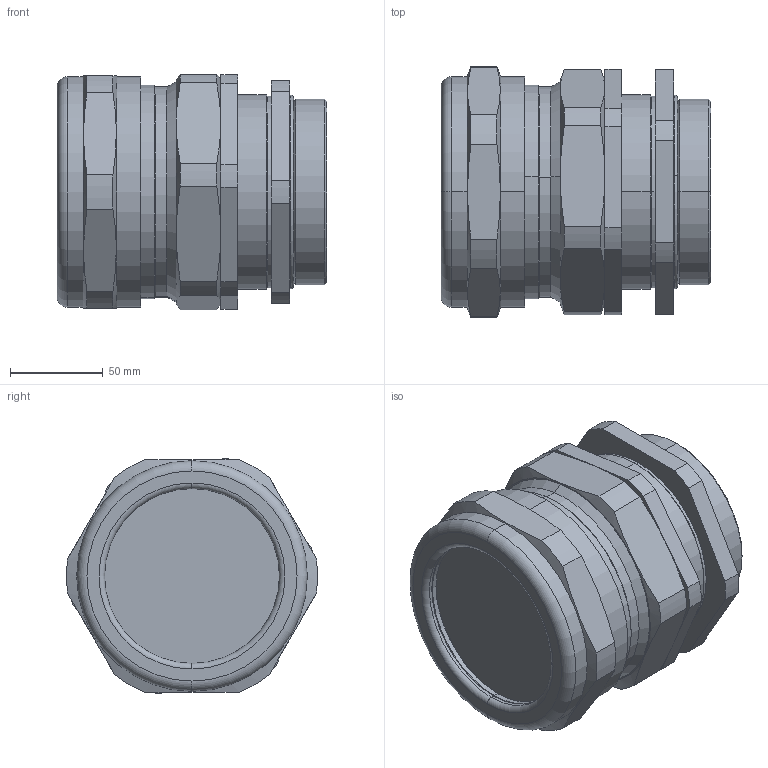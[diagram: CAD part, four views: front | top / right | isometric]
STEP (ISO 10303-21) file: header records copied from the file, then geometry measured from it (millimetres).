
FILE_DESCRIPTION (( 'STEP AP203' ), '1' );
FILE_NAME ('4114999.STEP', '2024-07-19T07:44:32', ( '' ), ( '' ), 'SwSTEP 2.0', 'SolidWorks 2023', '' );
FILE_SCHEMA (( 'CONFIG_CONTROL_DESIGN' ));
Length unit declared in the file: millimetre
Products named in the file (11): D9016500; D9015500; D9916399; D9286300-M100; D9916000; D1315500; D9299300-112; D1316500; 4114999; D9916200; D9916100
Assembly tree (10 placements, depth 2):
  4114999
    D1315500
    D1316500
    D9015500
    D9016500
    D9286300-M100
    D9916000
    D9916100
    D9916200
    D9916399
    D9299300-112
Bounding box: 145 x 134.86 x 126.55 mm (x, y, z)
Volume: 727631.7 mm3; surface area: 267139.2 mm2
Topology: 10 solids, 10 shells, 259 faces, 558 edges, 336 vertices
Faces by surface type: cylinder 92, cone 80, plane 61, torus 26
Entity records: 8399 total; most frequent: CARTESIAN_POINT 1398, DIRECTION 1372, ORIENTED_EDGE 1116, AXIS2_PLACEMENT_3D 582, EDGE_CURVE 558, VERTEX_POINT 336, CIRCLE 310, EDGE_LOOP 292
